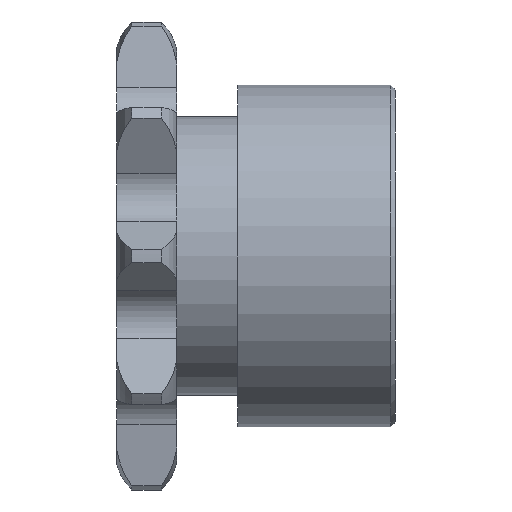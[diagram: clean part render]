
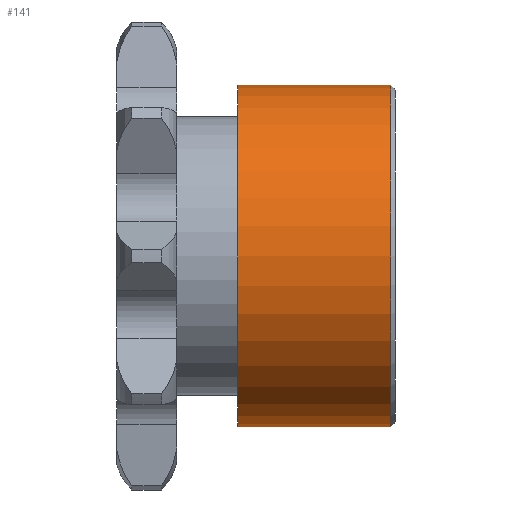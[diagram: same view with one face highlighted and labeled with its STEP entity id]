
A CAD part, front view. The second image highlights one B-rep face of the part: STEP entity #141.
In plain terms, the highlighted cylindrical face has radius 12.25 mm (diameter 24.5 mm), a full revolution.
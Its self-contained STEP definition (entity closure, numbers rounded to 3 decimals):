
#141 = ADVANCED_FACE( '', ( #284, #285 ), #286, .T. );
#284 = FACE_OUTER_BOUND( '', #434, .T. );
#285 = FACE_OUTER_BOUND( '', #435, .T. );
#286 = CYLINDRICAL_SURFACE( '', #436, 12.25 );
#434 = EDGE_LOOP( '', ( #975 ) );
#435 = EDGE_LOOP( '', ( #976 ) );
#436 = AXIS2_PLACEMENT_3D( '', #977, #978, #979 );
#975 = ORIENTED_EDGE( '', *, *, #1220, .T. );
#976 = ORIENTED_EDGE( '', *, *, #1219, .F. );
#977 = CARTESIAN_POINT( '', ( 20., 0., 0. ) );
#978 = DIRECTION( '', ( -1., 0., 0. ) );
#979 = DIRECTION( '', ( 0., 0., -1. ) );
#1219 = EDGE_CURVE( '', #1533, #1533, #1534, .T. );
#1220 = EDGE_CURVE( '', #1535, #1535, #1536, .T. );
#1533 = VERTEX_POINT( '', #2131 );
#1534 = CIRCLE( '', #2132, 12.25 );
#1535 = VERTEX_POINT( '', #2133 );
#1536 = CIRCLE( '', #2134, 12.25 );
#2131 = CARTESIAN_POINT( '', ( 19.654, 0., -12.25 ) );
#2132 = AXIS2_PLACEMENT_3D( '', #2414, #2415, #2416 );
#2133 = CARTESIAN_POINT( '', ( 8.7, 0., -12.25 ) );
#2134 = AXIS2_PLACEMENT_3D( '', #2417, #2418, #2419 );
#2414 = CARTESIAN_POINT( '', ( 19.654, 0., 0. ) );
#2415 = DIRECTION( '', ( 1., 0., 0. ) );
#2416 = DIRECTION( '', ( 0., 0., -1. ) );
#2417 = CARTESIAN_POINT( '', ( 8.7, 0., 0. ) );
#2418 = DIRECTION( '', ( 1., 0., 0. ) );
#2419 = DIRECTION( '', ( 0., 0., -1. ) );
